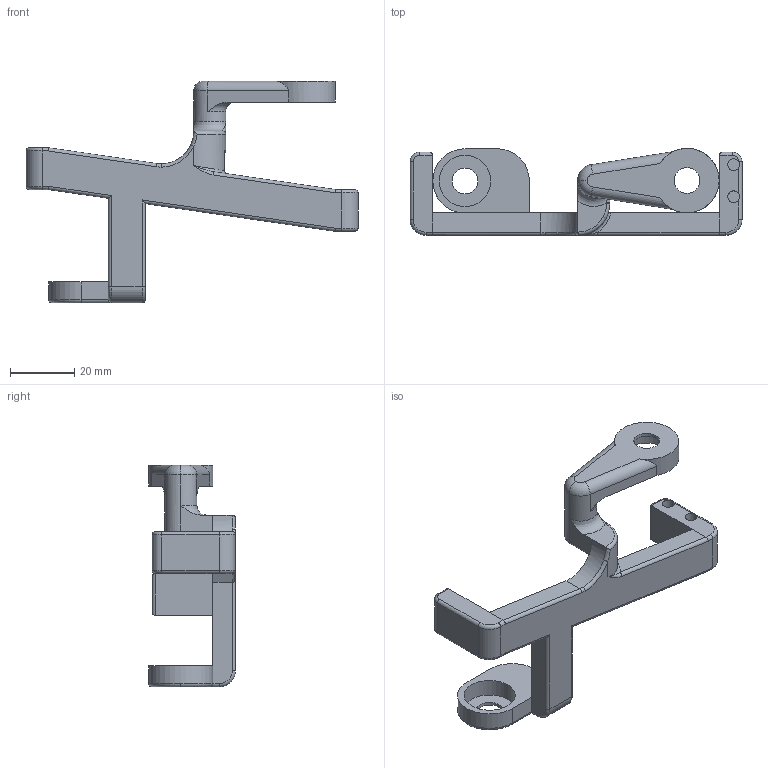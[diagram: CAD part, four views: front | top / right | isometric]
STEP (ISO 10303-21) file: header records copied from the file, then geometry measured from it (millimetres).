
FILE_DESCRIPTION (( 'STEP AP203' ), '1' );
FILE_NAME ('leg_middle_2.STEP', '2025-04-09T15:25:48', ( '' ), ( '' ), 'SwSTEP 2.0', 'SolidWorks 2023', '' );
FILE_SCHEMA (( 'CONFIG_CONTROL_DESIGN' ));
Length unit declared in the file: millimetre
Products named in the file (1): leg_middle_2
Bounding box: 103.2 x 27 x 68.9 mm (x, y, z)
Volume: 22166 mm3; surface area: 11865.4 mm2
Topology: 1 solids, 1 shells, 121 faces, 296 edges, 177 vertices
Faces by surface type: cylinder 58, plane 36, torus 23, bspline 4
Entity records: 3848 total; most frequent: CARTESIAN_POINT 945, DIRECTION 616, ORIENTED_EDGE 588, EDGE_CURVE 294, AXIS2_PLACEMENT_3D 242, VERTEX_POINT 177, LINE 132, VECTOR 132
